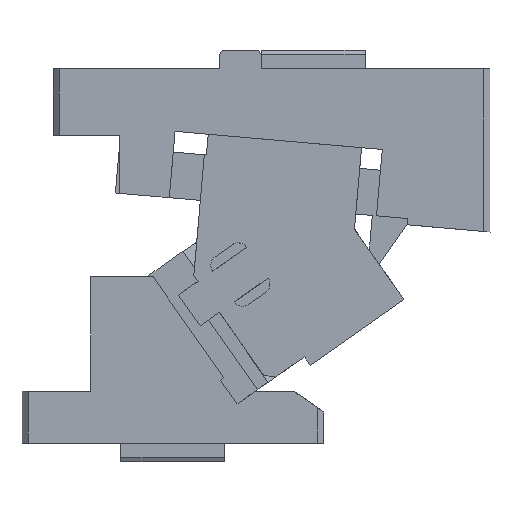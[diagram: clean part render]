
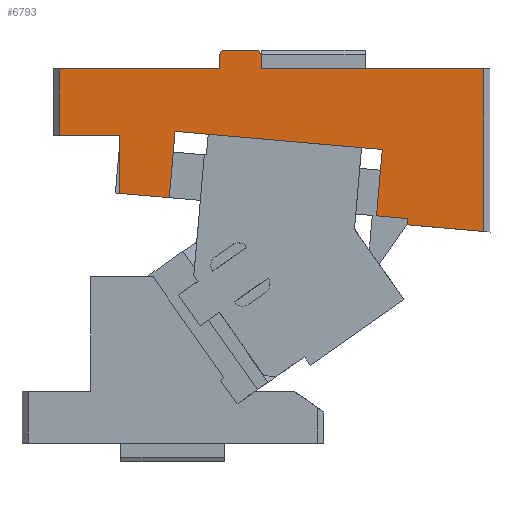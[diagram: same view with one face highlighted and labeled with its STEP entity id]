
A CAD part, front view. The second image highlights one B-rep face of the part: STEP entity #6793.
In plain terms, the highlighted planar face has unit normal (0, -1, 0).
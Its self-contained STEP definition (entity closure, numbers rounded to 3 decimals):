
#3715=CARTESIAN_POINT('Vertex',(115.,0.,180.)) ;
#3718=CARTESIAN_POINT('Line Origine',(168.5,0.,180.)) ;
#3722=CARTESIAN_POINT('Vertex',(222.,0.,180.)) ;
#4010=CARTESIAN_POINT('Vertex',(222.,0.,101.799)) ;
#4015=CARTESIAN_POINT('Line Origine',(203.553,0.,103.412)) ;
#4019=CARTESIAN_POINT('Vertex',(185.106,0.,105.026)) ;
#4316=CARTESIAN_POINT('Vertex',(115.,0.,187.)) ;
#4319=CARTESIAN_POINT('Line Origine',(115.,0.,183.5)) ;
#4336=CARTESIAN_POINT('Line Origine',(222.,0.,140.899)) ;
#4667=CARTESIAN_POINT('Line Origine',(185.237,0.,106.521)) ;
#4671=CARTESIAN_POINT('Vertex',(185.368,0.,108.015)) ;
#4925=CARTESIAN_POINT('Vertex',(113.845,0.,189.)) ;
#4930=CARTESIAN_POINT('Line Origine',(114.423,0.,188.)) ;
#5000=CARTESIAN_POINT('Vertex',(170.425,0.,109.322)) ;
#5003=CARTESIAN_POINT('Line Origine',(171.819,0.,125.261)) ;
#5007=CARTESIAN_POINT('Vertex',(173.214,0.,141.2)) ;
#5031=CARTESIAN_POINT('Line Origine',(177.896,0.,108.669)) ;
#5053=CARTESIAN_POINT('Line Origine',(105.,0.,189.)) ;
#5057=CARTESIAN_POINT('Vertex',(96.155,0.,189.)) ;
#5095=CARTESIAN_POINT('Vertex',(95.,0.,187.)) ;
#5098=CARTESIAN_POINT('Line Origine',(95.577,0.,188.)) ;
#5126=CARTESIAN_POINT('Vertex',(95.,0.,180.)) ;
#5129=CARTESIAN_POINT('Line Origine',(95.,0.,183.5)) ;
#5141=CARTESIAN_POINT('Line Origine',(56.5,0.,180.)) ;
#5145=CARTESIAN_POINT('Vertex',(18.,0.,180.)) ;
#5406=CARTESIAN_POINT('Vertex',(18.,0.,148.)) ;
#5409=CARTESIAN_POINT('Line Origine',(18.,0.,164.)) ;
#5439=CARTESIAN_POINT('Vertex',(47.,0.,148.)) ;
#5442=CARTESIAN_POINT('Line Origine',(40.,0.,148.)) ;
#5446=CARTESIAN_POINT('Vertex',(33.,0.,148.)) ;
#5449=CARTESIAN_POINT('Line Origine',(25.5,0.,148.)) ;
#5740=CARTESIAN_POINT('Line Origine',(47.,0.,134.06)) ;
#5744=CARTESIAN_POINT('Vertex',(47.,0.,120.121)) ;
#5802=CARTESIAN_POINT('Vertex',(70.805,0.,118.038)) ;
#5807=CARTESIAN_POINT('Line Origine',(68.315,0.,118.256)) ;
#5811=CARTESIAN_POINT('Vertex',(65.824,0.,118.474)) ;
#5814=CARTESIAN_POINT('Line Origine',(56.412,0.,119.297)) ;
#5900=CARTESIAN_POINT('Line Origine',(72.2,0.,133.977)) ;
#5904=CARTESIAN_POINT('Vertex',(73.594,0.,149.916)) ;
#6721=CARTESIAN_POINT('Line Origine',(123.404,0.,145.558)) ;
#6766=CARTESIAN_POINT('Axis2P3D Location',(129.063,0.,112.239)) ;
#3719=DIRECTION('Vector Direction',(-1.,0.,0.)) ;
#4016=DIRECTION('Vector Direction',(0.996,0.,-0.087)) ;
#4320=DIRECTION('Vector Direction',(0.,0.,1.)) ;
#4337=DIRECTION('Vector Direction',(0.,0.,1.)) ;
#4668=DIRECTION('Vector Direction',(0.087,0.,0.996)) ;
#4931=DIRECTION('Vector Direction',(-0.5,0.,0.866)) ;
#5004=DIRECTION('Vector Direction',(-0.087,0.,-0.996)) ;
#5032=DIRECTION('Vector Direction',(0.996,0.,-0.087)) ;
#5054=DIRECTION('Vector Direction',(-1.,0.,0.)) ;
#5099=DIRECTION('Vector Direction',(0.5,0.,0.866)) ;
#5130=DIRECTION('Vector Direction',(0.,0.,1.)) ;
#5142=DIRECTION('Vector Direction',(-1.,0.,0.)) ;
#5410=DIRECTION('Vector Direction',(0.,0.,1.)) ;
#5443=DIRECTION('Vector Direction',(1.,0.,0.)) ;
#5450=DIRECTION('Vector Direction',(1.,0.,0.)) ;
#5741=DIRECTION('Vector Direction',(0.,0.,1.)) ;
#5808=DIRECTION('Vector Direction',(0.996,0.,-0.087)) ;
#5815=DIRECTION('Vector Direction',(0.996,0.,-0.087)) ;
#5901=DIRECTION('Vector Direction',(0.087,0.,0.996)) ;
#6722=DIRECTION('Vector Direction',(-0.996,0.,0.087)) ;
#6767=DIRECTION('Axis2P3D Direction',(0.,-1.,0.)) ;
#6768=DIRECTION('Axis2P3D XDirection',(1.,0.,0.)) ;
#6769=AXIS2_PLACEMENT_3D('Plane Axis2P3D',#6766,#6767,#6768) ;
#6772=ORIENTED_EDGE('',*,*,#5009,.T.) ;
#6773=ORIENTED_EDGE('',*,*,#5035,.T.) ;
#6774=ORIENTED_EDGE('',*,*,#4673,.F.) ;
#6775=ORIENTED_EDGE('',*,*,#4021,.T.) ;
#6776=ORIENTED_EDGE('',*,*,#4340,.T.) ;
#6777=ORIENTED_EDGE('',*,*,#3724,.T.) ;
#6778=ORIENTED_EDGE('',*,*,#4323,.T.) ;
#6779=ORIENTED_EDGE('',*,*,#4934,.F.) ;
#6780=ORIENTED_EDGE('',*,*,#5059,.F.) ;
#6781=ORIENTED_EDGE('',*,*,#5102,.F.) ;
#6782=ORIENTED_EDGE('',*,*,#5133,.F.) ;
#6783=ORIENTED_EDGE('',*,*,#5147,.T.) ;
#6784=ORIENTED_EDGE('',*,*,#5413,.F.) ;
#6785=ORIENTED_EDGE('',*,*,#5453,.T.) ;
#6786=ORIENTED_EDGE('',*,*,#5448,.T.) ;
#6787=ORIENTED_EDGE('',*,*,#5746,.F.) ;
#6788=ORIENTED_EDGE('',*,*,#5818,.T.) ;
#6789=ORIENTED_EDGE('',*,*,#5813,.T.) ;
#6790=ORIENTED_EDGE('',*,*,#5906,.T.) ;
#6791=ORIENTED_EDGE('',*,*,#6725,.F.) ;
#3720=VECTOR('Line Direction',#3719,1.) ;
#4017=VECTOR('Line Direction',#4016,1.) ;
#4321=VECTOR('Line Direction',#4320,1.) ;
#4338=VECTOR('Line Direction',#4337,1.) ;
#4669=VECTOR('Line Direction',#4668,1.) ;
#4932=VECTOR('Line Direction',#4931,1.) ;
#5005=VECTOR('Line Direction',#5004,1.) ;
#5033=VECTOR('Line Direction',#5032,1.) ;
#5055=VECTOR('Line Direction',#5054,1.) ;
#5100=VECTOR('Line Direction',#5099,1.) ;
#5131=VECTOR('Line Direction',#5130,1.) ;
#5143=VECTOR('Line Direction',#5142,1.) ;
#5411=VECTOR('Line Direction',#5410,1.) ;
#5444=VECTOR('Line Direction',#5443,1.) ;
#5451=VECTOR('Line Direction',#5450,1.) ;
#5742=VECTOR('Line Direction',#5741,1.) ;
#5809=VECTOR('Line Direction',#5808,1.) ;
#5816=VECTOR('Line Direction',#5815,1.) ;
#5902=VECTOR('Line Direction',#5901,1.) ;
#6723=VECTOR('Line Direction',#6722,1.) ;
#6793=ADVANCED_FACE('CAM HOLDER',(#6792),#6770,.T.) ;
#3724=EDGE_CURVE('',#3723,#3716,#3721,.T.) ;
#4021=EDGE_CURVE('',#4020,#4011,#4018,.T.) ;
#4323=EDGE_CURVE('',#3716,#4317,#4322,.T.) ;
#4340=EDGE_CURVE('',#4011,#3723,#4339,.T.) ;
#4673=EDGE_CURVE('',#4020,#4672,#4670,.T.) ;
#4934=EDGE_CURVE('',#4926,#4317,#4933,.F.) ;
#5009=EDGE_CURVE('',#5008,#5001,#5006,.T.) ;
#5035=EDGE_CURVE('',#5001,#4672,#5034,.T.) ;
#5059=EDGE_CURVE('',#5058,#4926,#5056,.F.) ;
#5102=EDGE_CURVE('',#5096,#5058,#5101,.T.) ;
#5133=EDGE_CURVE('',#5127,#5096,#5132,.T.) ;
#5147=EDGE_CURVE('',#5127,#5146,#5144,.T.) ;
#5413=EDGE_CURVE('',#5407,#5146,#5412,.T.) ;
#5448=EDGE_CURVE('',#5447,#5440,#5445,.T.) ;
#5453=EDGE_CURVE('',#5407,#5447,#5452,.T.) ;
#5746=EDGE_CURVE('',#5745,#5440,#5743,.T.) ;
#5813=EDGE_CURVE('',#5812,#5803,#5810,.T.) ;
#5818=EDGE_CURVE('',#5745,#5812,#5817,.T.) ;
#5906=EDGE_CURVE('',#5803,#5905,#5903,.T.) ;
#6725=EDGE_CURVE('',#5008,#5905,#6724,.T.) ;
#6771=EDGE_LOOP('',(#6772,#6773,#6774,#6775,#6776,#6777,#6778,#6779,#6780,#6781,#6782,#6783,#6784,#6785,#6786,#6787,#6788,#6789,#6790,#6791)) ;
#6792=FACE_OUTER_BOUND('',#6771,.T.) ;
#3721=LINE('Line',#3718,#3720) ;
#4018=LINE('Line',#4015,#4017) ;
#4322=LINE('Line',#4319,#4321) ;
#4339=LINE('Line',#4336,#4338) ;
#4670=LINE('Line',#4667,#4669) ;
#4933=LINE('Line',#4930,#4932) ;
#5006=LINE('Line',#5003,#5005) ;
#5034=LINE('Line',#5031,#5033) ;
#5056=LINE('Line',#5053,#5055) ;
#5101=LINE('Line',#5098,#5100) ;
#5132=LINE('Line',#5129,#5131) ;
#5144=LINE('Line',#5141,#5143) ;
#5412=LINE('Line',#5409,#5411) ;
#5445=LINE('Line',#5442,#5444) ;
#5452=LINE('Line',#5449,#5451) ;
#5743=LINE('Line',#5740,#5742) ;
#5810=LINE('Line',#5807,#5809) ;
#5817=LINE('Line',#5814,#5816) ;
#5903=LINE('Line',#5900,#5902) ;
#6724=LINE('Line',#6721,#6723) ;
#6770=PLANE('Plane',#6769) ;
#3716=VERTEX_POINT('',#3715) ;
#3723=VERTEX_POINT('',#3722) ;
#4011=VERTEX_POINT('',#4010) ;
#4020=VERTEX_POINT('',#4019) ;
#4317=VERTEX_POINT('',#4316) ;
#4672=VERTEX_POINT('',#4671) ;
#4926=VERTEX_POINT('',#4925) ;
#5001=VERTEX_POINT('',#5000) ;
#5008=VERTEX_POINT('',#5007) ;
#5058=VERTEX_POINT('',#5057) ;
#5096=VERTEX_POINT('',#5095) ;
#5127=VERTEX_POINT('',#5126) ;
#5146=VERTEX_POINT('',#5145) ;
#5407=VERTEX_POINT('',#5406) ;
#5440=VERTEX_POINT('',#5439) ;
#5447=VERTEX_POINT('',#5446) ;
#5745=VERTEX_POINT('',#5744) ;
#5803=VERTEX_POINT('',#5802) ;
#5812=VERTEX_POINT('',#5811) ;
#5905=VERTEX_POINT('',#5904) ;
